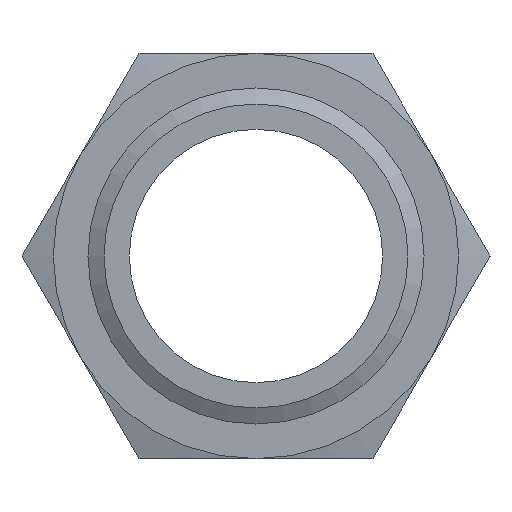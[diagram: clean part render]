
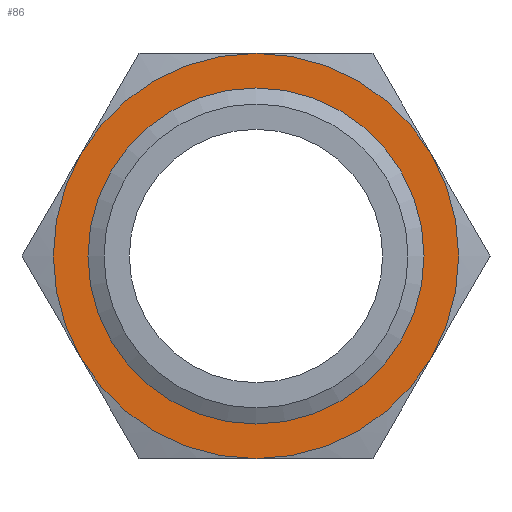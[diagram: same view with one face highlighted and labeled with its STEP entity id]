
A CAD part, left-side view. The second image highlights one B-rep face of the part: STEP entity #86.
In plain terms, the highlighted planar face has unit normal (-1, 0, 0).
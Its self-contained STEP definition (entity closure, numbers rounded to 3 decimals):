
#86 = ADVANCED_FACE( '', ( #127, #128 ), #129, .F. );
#127 = FACE_OUTER_BOUND( '', #196, .T. );
#128 = FACE_BOUND( '', #197, .T. );
#129 = PLANE( '', #198 );
#196 = EDGE_LOOP( '', ( #327, #328, #329, #330, #331, #332 ) );
#197 = EDGE_LOOP( '', ( #333 ) );
#198 = AXIS2_PLACEMENT_3D( '', #334, #335, #336 );
#327 = ORIENTED_EDGE( '', *, *, #469, .F. );
#328 = ORIENTED_EDGE( '', *, *, #470, .F. );
#329 = ORIENTED_EDGE( '', *, *, #471, .F. );
#330 = ORIENTED_EDGE( '', *, *, #466, .F. );
#331 = ORIENTED_EDGE( '', *, *, #463, .F. );
#332 = ORIENTED_EDGE( '', *, *, #464, .F. );
#333 = ORIENTED_EDGE( '', *, *, #472, .T. );
#334 = CARTESIAN_POINT( '', ( 20.25, 9.95, 0. ) );
#335 = DIRECTION( '', ( 1., 0., 0. ) );
#336 = DIRECTION( '', ( 0., 0., -1. ) );
#463 = EDGE_CURVE( '', #536, #528, #538, .T. );
#464 = EDGE_CURVE( '', #501, #536, #539, .T. );
#466 = EDGE_CURVE( '', #528, #533, #541, .T. );
#469 = EDGE_CURVE( '', #510, #501, #545, .T. );
#470 = EDGE_CURVE( '', #519, #510, #546, .T. );
#471 = EDGE_CURVE( '', #533, #519, #547, .T. );
#472 = EDGE_CURVE( '', #548, #548, #549, .T. );
#501 = VERTEX_POINT( '', #609 );
#510 = VERTEX_POINT( '', #639 );
#519 = VERTEX_POINT( '', #669 );
#528 = VERTEX_POINT( '', #695 );
#533 = VERTEX_POINT( '', #715 );
#536 = VERTEX_POINT( '', #728 );
#538 = CIRCLE( '', #735, 12. );
#539 = CIRCLE( '', #736, 12. );
#541 = CIRCLE( '', #743, 12. );
#545 = CIRCLE( '', #757, 12. );
#546 = CIRCLE( '', #758, 12. );
#547 = CIRCLE( '', #759, 12. );
#548 = VERTEX_POINT( '', #760 );
#549 = CIRCLE( '', #761, 9.95 );
#609 = CARTESIAN_POINT( '', ( 20.25, 10.392, 6. ) );
#639 = CARTESIAN_POINT( '', ( 20.25, 10.392, -6. ) );
#669 = CARTESIAN_POINT( '', ( 20.25, 0., -12. ) );
#695 = CARTESIAN_POINT( '', ( 20.25, -10.392, 6. ) );
#715 = CARTESIAN_POINT( '', ( 20.25, -10.392, -6. ) );
#728 = CARTESIAN_POINT( '', ( 20.25, 0., 12. ) );
#735 = AXIS2_PLACEMENT_3D( '', #796, #797, #798 );
#736 = AXIS2_PLACEMENT_3D( '', #799, #800, #801 );
#743 = AXIS2_PLACEMENT_3D( '', #802, #803, #804 );
#757 = AXIS2_PLACEMENT_3D( '', #805, #806, #807 );
#758 = AXIS2_PLACEMENT_3D( '', #808, #809, #810 );
#759 = AXIS2_PLACEMENT_3D( '', #811, #812, #813 );
#760 = CARTESIAN_POINT( '', ( 20.25, 0., -9.95 ) );
#761 = AXIS2_PLACEMENT_3D( '', #814, #815, #816 );
#796 = CARTESIAN_POINT( '', ( 20.25, 0., 0. ) );
#797 = DIRECTION( '', ( 1., 0., 0. ) );
#798 = DIRECTION( '', ( 0., 0., -1. ) );
#799 = CARTESIAN_POINT( '', ( 20.25, 0., 0. ) );
#800 = DIRECTION( '', ( 1., 0., 0. ) );
#801 = DIRECTION( '', ( 0., 0., -1. ) );
#802 = CARTESIAN_POINT( '', ( 20.25, 0., 0. ) );
#803 = DIRECTION( '', ( 1., 0., 0. ) );
#804 = DIRECTION( '', ( 0., 0., -1. ) );
#805 = CARTESIAN_POINT( '', ( 20.25, 0., 0. ) );
#806 = DIRECTION( '', ( 1., 0., 0. ) );
#807 = DIRECTION( '', ( 0., 0., -1. ) );
#808 = CARTESIAN_POINT( '', ( 20.25, 0., 0. ) );
#809 = DIRECTION( '', ( 1., 0., 0. ) );
#810 = DIRECTION( '', ( 0., 0., -1. ) );
#811 = CARTESIAN_POINT( '', ( 20.25, 0., 0. ) );
#812 = DIRECTION( '', ( 1., 0., 0. ) );
#813 = DIRECTION( '', ( 0., 0., -1. ) );
#814 = CARTESIAN_POINT( '', ( 20.25, 0., 0. ) );
#815 = DIRECTION( '', ( 1., 0., 0. ) );
#816 = DIRECTION( '', ( 0., 0., -1. ) );
